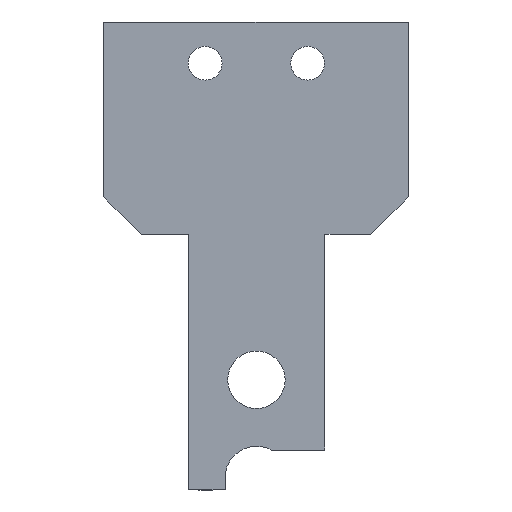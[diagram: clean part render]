
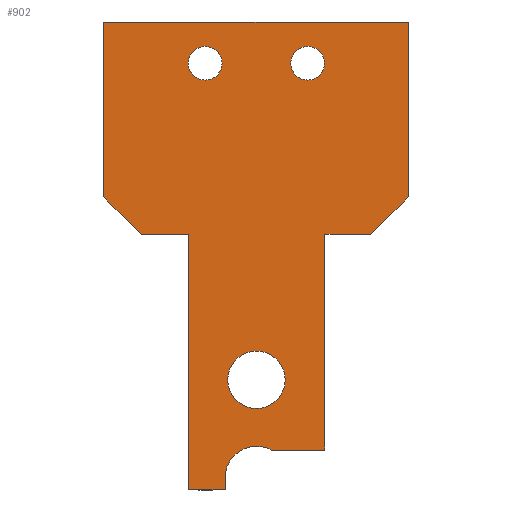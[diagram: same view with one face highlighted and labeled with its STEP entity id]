
A CAD part, front view. The second image highlights one B-rep face of the part: STEP entity #902.
In plain terms, the highlighted face is planar.
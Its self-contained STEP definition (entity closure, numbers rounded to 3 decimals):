
#19=FACE_BOUND('',#107,.T.);
#20=FACE_BOUND('',#108,.T.);
#21=FACE_BOUND('',#109,.T.);
#32=CIRCLE('',#968,2.3);
#33=CIRCLE('',#970,2.5);
#34=CIRCLE('',#971,1.35);
#35=CIRCLE('',#972,1.35);
#60=FACE_OUTER_BOUND('',#106,.T.);
#106=EDGE_LOOP('',(#665,#666,#667,#668,#669,#670,#671,#672,#673,#674,#675,
#676,#677));
#107=EDGE_LOOP('',(#678));
#108=EDGE_LOOP('',(#679));
#109=EDGE_LOOP('',(#680));
#193=LINE('',#1355,#307);
#196=LINE('',#1368,#310);
#197=LINE('',#1370,#311);
#198=LINE('',#1372,#312);
#199=LINE('',#1374,#313);
#200=LINE('',#1375,#314);
#201=LINE('',#1377,#315);
#202=LINE('',#1379,#316);
#203=LINE('',#1381,#317);
#204=LINE('',#1383,#318);
#205=LINE('',#1385,#319);
#206=LINE('',#1386,#320);
#307=VECTOR('',#1087,10.);
#310=VECTOR('',#1100,10.);
#311=VECTOR('',#1101,10.);
#312=VECTOR('',#1102,10.);
#313=VECTOR('',#1103,10.);
#314=VECTOR('',#1104,10.);
#315=VECTOR('',#1105,10.);
#316=VECTOR('',#1106,10.);
#317=VECTOR('',#1107,10.);
#318=VECTOR('',#1108,10.);
#319=VECTOR('',#1109,10.);
#320=VECTOR('',#1110,10.);
#415=VERTEX_POINT('',#1352);
#416=VERTEX_POINT('',#1354);
#418=VERTEX_POINT('',#1360);
#419=VERTEX_POINT('',#1364);
#420=VERTEX_POINT('',#1365);
#421=VERTEX_POINT('',#1367);
#422=VERTEX_POINT('',#1369);
#423=VERTEX_POINT('',#1371);
#424=VERTEX_POINT('',#1373);
#425=VERTEX_POINT('',#1376);
#426=VERTEX_POINT('',#1378);
#427=VERTEX_POINT('',#1380);
#428=VERTEX_POINT('',#1382);
#429=VERTEX_POINT('',#1384);
#430=VERTEX_POINT('',#1387);
#431=VERTEX_POINT('',#1389);
#511=EDGE_CURVE('',#416,#415,#193,.F.);
#515=EDGE_CURVE('',#418,#418,#32,.T.);
#516=EDGE_CURVE('',#419,#420,#33,.T.);
#517=EDGE_CURVE('',#421,#420,#196,.T.);
#518=EDGE_CURVE('',#421,#422,#197,.T.);
#519=EDGE_CURVE('',#422,#423,#198,.T.);
#520=EDGE_CURVE('',#424,#423,#199,.T.);
#521=EDGE_CURVE('',#424,#416,#200,.F.);
#522=EDGE_CURVE('',#415,#425,#201,.F.);
#523=EDGE_CURVE('',#426,#425,#202,.T.);
#524=EDGE_CURVE('',#426,#427,#203,.T.);
#525=EDGE_CURVE('',#427,#428,#204,.T.);
#526=EDGE_CURVE('',#429,#428,#205,.T.);
#527=EDGE_CURVE('',#419,#429,#206,.T.);
#528=EDGE_CURVE('',#430,#430,#34,.T.);
#529=EDGE_CURVE('',#431,#431,#35,.T.);
#665=ORIENTED_EDGE('',*,*,#516,.T.);
#666=ORIENTED_EDGE('',*,*,#517,.F.);
#667=ORIENTED_EDGE('',*,*,#518,.T.);
#668=ORIENTED_EDGE('',*,*,#519,.T.);
#669=ORIENTED_EDGE('',*,*,#520,.F.);
#670=ORIENTED_EDGE('',*,*,#521,.T.);
#671=ORIENTED_EDGE('',*,*,#511,.T.);
#672=ORIENTED_EDGE('',*,*,#522,.T.);
#673=ORIENTED_EDGE('',*,*,#523,.F.);
#674=ORIENTED_EDGE('',*,*,#524,.T.);
#675=ORIENTED_EDGE('',*,*,#525,.T.);
#676=ORIENTED_EDGE('',*,*,#526,.F.);
#677=ORIENTED_EDGE('',*,*,#527,.F.);
#678=ORIENTED_EDGE('',*,*,#515,.T.);
#679=ORIENTED_EDGE('',*,*,#528,.T.);
#680=ORIENTED_EDGE('',*,*,#529,.T.);
#861=PLANE('',#969);
#902=ADVANCED_FACE('',(#60,#19,#20,#21),#861,.T.);
#968=AXIS2_PLACEMENT_3D('',#1362,#1094,#1095);
#969=AXIS2_PLACEMENT_3D('',#1363,#1096,#1097);
#970=AXIS2_PLACEMENT_3D('',#1366,#1098,#1099);
#971=AXIS2_PLACEMENT_3D('',#1388,#1111,#1112);
#972=AXIS2_PLACEMENT_3D('',#1390,#1113,#1114);
#1087=DIRECTION('',(1.,-0.008,0.));
#1094=DIRECTION('center_axis',(0.008,1.,0.));
#1095=DIRECTION('ref_axis',(-1.,0.008,0.));
#1096=DIRECTION('center_axis',(-0.008,-1.,
0.));
#1097=DIRECTION('ref_axis',(0.,0.,-1.));
#1098=DIRECTION('center_axis',(0.008,1.,0.));
#1099=DIRECTION('ref_axis',(-1.,0.008,0.));
#1100=DIRECTION('',(-1.,0.008,0.));
#1101=DIRECTION('',(0.,0.,1.));
#1102=DIRECTION('',(1.,-0.008,0.));
#1103=DIRECTION('',(-0.707,0.005,-0.707));
#1104=DIRECTION('',(0.,0.,-1.));
#1105=DIRECTION('',(0.,0.,1.));
#1106=DIRECTION('',(-0.707,0.005,0.707));
#1107=DIRECTION('',(1.,-0.008,0.));
#1108=DIRECTION('',(0.,0.,-1.));
#1109=DIRECTION('',(-1.,0.008,0.));
#1110=DIRECTION('',(0.,0.,-1.));
#1111=DIRECTION('center_axis',(0.008,1.,0.));
#1112=DIRECTION('ref_axis',(-1.,0.008,0.));
#1113=DIRECTION('center_axis',(0.008,1.,0.));
#1114=DIRECTION('ref_axis',(-1.,0.008,0.));
#1352=CARTESIAN_POINT('',(-11.877,31.008,4.9));
#1354=CARTESIAN_POINT('',(12.472,30.824,4.9));
#1355=CARTESIAN_POINT('',(0.311,30.916,4.9));
#1360=CARTESIAN_POINT('',(2.635,30.898,-23.729));
#1362=CARTESIAN_POINT('Origin',(0.335,30.916,-23.729));
#1363=CARTESIAN_POINT('Origin',(0.294,30.916,-14.549));
#1364=CARTESIAN_POINT('',(-2.17,30.935,-31.546));
#1365=CARTESIAN_POINT('',(1.516,30.907,-29.346));
#1366=CARTESIAN_POINT('Origin',(0.33,30.916,-31.546));
#1367=CARTESIAN_POINT('',(5.812,30.874,-29.346));
#1368=CARTESIAN_POINT('',(6.399,30.87,-29.346));
#1369=CARTESIAN_POINT('',(5.812,30.874,-12.098));
#1370=CARTESIAN_POINT('',(5.812,30.874,-20.674));
#1371=CARTESIAN_POINT('',(9.472,30.846,-12.098));
#1372=CARTESIAN_POINT('',(6.399,30.87,-12.098));
#1373=CARTESIAN_POINT('',(12.472,30.824,-9.098));
#1374=CARTESIAN_POINT('',(6.99,30.865,-14.58));
#1375=CARTESIAN_POINT('',(12.472,30.824,-7.975));
#1376=CARTESIAN_POINT('',(-11.877,31.008,-9.098));
#1377=CARTESIAN_POINT('',(-11.877,31.008,-7.975));
#1378=CARTESIAN_POINT('',(-8.878,30.985,-12.098));
#1379=CARTESIAN_POINT('',(-6.397,30.967,-14.579));
#1380=CARTESIAN_POINT('',(-5.087,30.957,-12.098));
#1381=CARTESIAN_POINT('',(-3.096,30.942,-12.098));
#1382=CARTESIAN_POINT('',(-5.087,30.957,-32.546));
#1383=CARTESIAN_POINT('',(-5.087,30.957,-20.674));
#1384=CARTESIAN_POINT('',(-2.17,30.935,-32.546));
#1385=CARTESIAN_POINT('',(12.504,30.823,-32.546));
#1386=CARTESIAN_POINT('',(-2.17,30.935,-31.546));
#1387=CARTESIAN_POINT('',(5.782,30.874,1.6));
#1388=CARTESIAN_POINT('Origin',(4.432,30.885,1.6));
#1389=CARTESIAN_POINT('',(-2.42,30.936,1.6));
#1390=CARTESIAN_POINT('Origin',(-3.77,30.947,1.6));
